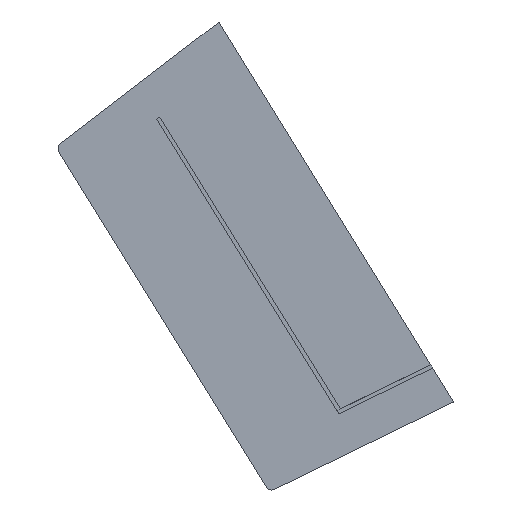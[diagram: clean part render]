
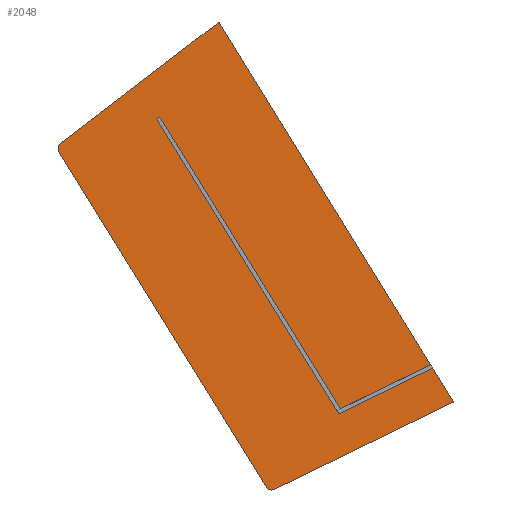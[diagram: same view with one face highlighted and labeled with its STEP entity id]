
A CAD part, front view. The second image highlights one B-rep face of the part: STEP entity #2048.
In plain terms, the highlighted planar face has unit normal (0.008, -1, -0.013).
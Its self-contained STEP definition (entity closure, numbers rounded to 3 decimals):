
#2048 = ADVANCED_FACE('',(#2049),#2064,.T.);
#2049 = FACE_BOUND('',#2050,.T.);
#2050 = EDGE_LOOP('',(#2051,#2093,#2119,#2145,#2171,#2206));
#2051 = ORIENTED_EDGE('',*,*,#2052,.T.);
#2052 = EDGE_CURVE('',#2053,#2055,#2057,.T.);
#2053 = VERTEX_POINT('',#2054);
#2054 = CARTESIAN_POINT('',(11768.996,72.657,
    2543.62));
#2055 = VERTEX_POINT('',#2056);
#2056 = CARTESIAN_POINT('',(11801.203,73.037,
    2534.284));
#2057 = SURFACE_CURVE('',#2058,(#2063,#2075),.PCURVE_S1.);
#2058 = ELLIPSE('',#2059,25.003,25.);
#2059 = AXIS2_PLACEMENT_3D('',#2060,#2061,#2062);
#2060 = CARTESIAN_POINT('',(11790.262,72.657,
    2556.763));
#2061 = DIRECTION('',(0.008,-1.,
    -0.013));
#2062 = DIRECTION('',(0.526,0.015,-0.851)
  );
#2063 = PCURVE('',#2064,#2069);
#2064 = PLANE('',#2065);
#2065 = AXIS2_PLACEMENT_3D('',#2066,#2067,#2068);
#2066 = CARTESIAN_POINT('',(10074.116,61.077,
    2385.264));
#2067 = DIRECTION('',(0.008,-1.,
    -0.013));
#2068 = DIRECTION('',(0.,0.013,-1.));
#2069 = DEFINITIONAL_REPRESENTATION('',(#2070),#2074);
#2070 = ELLIPSE('',#2071,25.003,25.);
#2071 = AXIS2_PLACEMENT_2D('',#2072,#2073);
#2072 = CARTESIAN_POINT('',(-171.334,1716.201));
#2073 = DIRECTION('',(0.851,0.526));
#2074 = ( GEOMETRIC_REPRESENTATION_CONTEXT(2) 
PARAMETRIC_REPRESENTATION_CONTEXT() REPRESENTATION_CONTEXT('2D SPACE',''
  ) );
#2075 = PCURVE('',#2076,#2081);
#2076 = CYLINDRICAL_SURFACE('',#2077,25.);
#2077 = AXIS2_PLACEMENT_3D('',#2078,#2079,#2080);
#2078 = CARTESIAN_POINT('',(11790.262,-550.,2556.763)
  );
#2079 = DIRECTION('',(-0.,1.,0.));
#2080 = DIRECTION('',(0.438,0.,-0.899));
#2081 = DEFINITIONAL_REPRESENTATION('',(#2082),#2092);
#2082 = B_SPLINE_CURVE_WITH_KNOTS('',8,(#2083,#2084,#2085,#2086,#2087,
    #2088,#2089,#2090,#2091),.UNSPECIFIED.,.F.,.F.,(9,9),(4.712
    ,6.183),.PIECEWISE_BEZIER_KNOTS.);
#2083 = CARTESIAN_POINT('',(1.47,622.657));
#2084 = CARTESIAN_POINT('',(1.286,622.727));
#2085 = CARTESIAN_POINT('',(1.103,622.797));
#2086 = CARTESIAN_POINT('',(0.919,622.864));
#2087 = CARTESIAN_POINT('',(0.735,622.923));
#2088 = CARTESIAN_POINT('',(0.551,622.972));
#2089 = CARTESIAN_POINT('',(0.368,623.009));
#2090 = CARTESIAN_POINT('',(0.184,623.03));
#2091 = CARTESIAN_POINT('',(0.,623.037));
#2092 = ( GEOMETRIC_REPRESENTATION_CONTEXT(2) 
PARAMETRIC_REPRESENTATION_CONTEXT() REPRESENTATION_CONTEXT('2D SPACE',''
  ) );
#2093 = ORIENTED_EDGE('',*,*,#2094,.T.);
#2094 = EDGE_CURVE('',#2055,#2095,#2097,.T.);
#2095 = VERTEX_POINT('',#2096);
#2096 = CARTESIAN_POINT('',(12490.31,74.216,
    2869.67));
#2097 = SURFACE_CURVE('',#2098,(#2102,#2108),.PCURVE_S1.);
#2098 = LINE('',#2099,#2100);
#2099 = CARTESIAN_POINT('',(5804.484,62.779,
    -384.29));
#2100 = VECTOR('',#2101,1.);
#2101 = DIRECTION('',(0.899,0.002,0.438)
  );
#2102 = PCURVE('',#2064,#2103);
#2103 = DEFINITIONAL_REPRESENTATION('',(#2104),#2107);
#2104 = B_SPLINE_CURVE_WITH_KNOTS('',1,(#2105,#2106),.UNSPECIFIED.,.F.,
  .F.,(2,2),(6592.606,7512.273),
  .PIECEWISE_BEZIER_KNOTS.);
#2105 = CARTESIAN_POINT('',(-115.318,1658.229));
#2106 = CARTESIAN_POINT('',(-517.728,2485.185));
#2107 = ( GEOMETRIC_REPRESENTATION_CONTEXT(2) 
PARAMETRIC_REPRESENTATION_CONTEXT() REPRESENTATION_CONTEXT('2D SPACE',''
  ) );
#2108 = PCURVE('',#2109,#2114);
#2109 = PLANE('',#2110);
#2110 = AXIS2_PLACEMENT_3D('',#2111,#2112,#2113);
#2111 = CARTESIAN_POINT('',(1262.825,0.,-2594.694));
#2112 = DIRECTION('',(0.438,0.,-0.899));
#2113 = DIRECTION('',(0.,-1.,0.));
#2114 = DEFINITIONAL_REPRESENTATION('',(#2115),#2118);
#2115 = B_SPLINE_CURVE_WITH_KNOTS('',1,(#2116,#2117),.UNSPECIFIED.,.F.,
  .F.,(2,2),(6592.606,7512.273),
  .PIECEWISE_BEZIER_KNOTS.);
#2116 = CARTESIAN_POINT('',(-72.919,-11643.592));
#2117 = CARTESIAN_POINT('',(-74.334,-12563.259));
#2118 = ( GEOMETRIC_REPRESENTATION_CONTEXT(2) 
PARAMETRIC_REPRESENTATION_CONTEXT() REPRESENTATION_CONTEXT('2D SPACE',''
  ) );
#2119 = ORIENTED_EDGE('',*,*,#2120,.T.);
#2120 = EDGE_CURVE('',#2095,#2121,#2123,.T.);
#2121 = VERTEX_POINT('',#2122);
#2122 = CARTESIAN_POINT('',(11588.562,47.956,
    4328.712));
#2123 = SURFACE_CURVE('',#2124,(#2128,#2134),.PCURVE_S1.);
#2124 = LINE('',#2125,#2126);
#2125 = CARTESIAN_POINT('',(10319.4,10.996,
    6382.239));
#2126 = VECTOR('',#2127,1.);
#2127 = DIRECTION('',(-0.526,-0.015,0.851
    ));
#2128 = PCURVE('',#2064,#2129);
#2129 = DEFINITIONAL_REPRESENTATION('',(#2130),#2133);
#2130 = B_SPLINE_CURVE_WITH_KNOTS('',1,(#2131,#2132),.UNSPECIFIED.,.F.,
  .F.,(2,2),(-4301.31,-2242.814),
  .PIECEWISE_BEZIER_KNOTS.);
#2131 = CARTESIAN_POINT('',(-338.268,2506.449));
#2132 = CARTESIAN_POINT('',(-2089.381,1424.317));
#2133 = ( GEOMETRIC_REPRESENTATION_CONTEXT(2) 
PARAMETRIC_REPRESENTATION_CONTEXT() REPRESENTATION_CONTEXT('2D SPACE',''
  ) );
#2134 = PCURVE('',#2135,#2140);
#2135 = PLANE('',#2136);
#2136 = AXIS2_PLACEMENT_3D('',#2137,#2138,#2139);
#2137 = CARTESIAN_POINT('',(8599.734,-45.194,
    9164.687));
#2138 = DIRECTION('',(0.851,0.,0.526));
#2139 = DIRECTION('',(0.,-1.,0.));
#2140 = DEFINITIONAL_REPRESENTATION('',(#2141),#2144);
#2141 = B_SPLINE_CURVE_WITH_KNOTS('',1,(#2142,#2143),.UNSPECIFIED.,.F.,
  .F.,(2,2),(-4301.31,-2242.814),
  .PIECEWISE_BEZIER_KNOTS.);
#2142 = CARTESIAN_POINT('',(-122.036,7571.779));
#2143 = CARTESIAN_POINT('',(-90.524,5513.524));
#2144 = ( GEOMETRIC_REPRESENTATION_CONTEXT(2) 
PARAMETRIC_REPRESENTATION_CONTEXT() REPRESENTATION_CONTEXT('2D SPACE',''
  ) );
#2145 = ORIENTED_EDGE('',*,*,#2146,.F.);
#2146 = EDGE_CURVE('',#2147,#2121,#2149,.T.);
#2147 = VERTEX_POINT('',#2148);
#2148 = CARTESIAN_POINT('',(10980.411,49.135,
    3862.339));
#2149 = SURFACE_CURVE('',#2150,(#2154,#2160),.PCURVE_S1.);
#2150 = LINE('',#2151,#2152);
#2151 = CARTESIAN_POINT('',(5948.822,58.887,
    3.763));
#2152 = VECTOR('',#2153,1.);
#2153 = DIRECTION('',(0.794,-0.002,0.609)
  );
#2154 = PCURVE('',#2064,#2155);
#2155 = DEFINITIONAL_REPRESENTATION('',(#2156),#2159);
#2156 = B_SPLINE_CURVE_WITH_KNOTS('',1,(#2157,#2158),.UNSPECIFIED.,.F.,
  .F.,(2,2),(6264.15,7183.817),
  .PIECEWISE_BEZIER_KNOTS.);
#2157 = CARTESIAN_POINT('',(-1430.471,845.507));
#2158 = CARTESIAN_POINT('',(-1990.09,1575.312));
#2159 = ( GEOMETRIC_REPRESENTATION_CONTEXT(2) 
PARAMETRIC_REPRESENTATION_CONTEXT() REPRESENTATION_CONTEXT('2D SPACE',''
  ) );
#2160 = PCURVE('',#2161,#2166);
#2161 = PLANE('',#2162);
#2162 = AXIS2_PLACEMENT_3D('',#2163,#2164,#2165);
#2163 = CARTESIAN_POINT('',(2201.108,0.,-2870.248));
#2164 = DIRECTION('',(0.609,0.,-0.794));
#2165 = DIRECTION('',(0.,-1.,0.));
#2166 = DEFINITIONAL_REPRESENTATION('',(#2167),#2170);
#2167 = B_SPLINE_CURVE_WITH_KNOTS('',1,(#2168,#2169),.UNSPECIFIED.,.F.,
  .F.,(2,2),(6264.15,7183.817),
  .PIECEWISE_BEZIER_KNOTS.);
#2168 = CARTESIAN_POINT('',(-49.252,-10986.99));
#2169 = CARTESIAN_POINT('',(-47.838,-11906.657));
#2170 = ( GEOMETRIC_REPRESENTATION_CONTEXT(2) 
PARAMETRIC_REPRESENTATION_CONTEXT() REPRESENTATION_CONTEXT('2D SPACE',''
  ) );
#2171 = ORIENTED_EDGE('',*,*,#2172,.T.);
#2172 = EDGE_CURVE('',#2147,#2173,#2175,.T.);
#2173 = VERTEX_POINT('',#2174);
#2174 = CARTESIAN_POINT('',(10974.358,49.515,
    3829.358));
#2175 = SURFACE_CURVE('',#2176,(#2181,#2188),.PCURVE_S1.);
#2176 = ELLIPSE('',#2177,25.003,25.);
#2177 = AXIS2_PLACEMENT_3D('',#2178,#2179,#2180);
#2178 = CARTESIAN_POINT('',(10995.624,49.515,
    3842.501));
#2179 = DIRECTION('',(0.008,-1.,
    -0.013));
#2180 = DIRECTION('',(0.526,0.015,-0.851)
  );
#2181 = PCURVE('',#2064,#2182);
#2182 = DEFINITIONAL_REPRESENTATION('',(#2183),#2187);
#2183 = ELLIPSE('',#2184,25.003,25.);
#2184 = AXIS2_PLACEMENT_2D('',#2185,#2186);
#2185 = CARTESIAN_POINT('',(-1457.264,921.538));
#2186 = DIRECTION('',(0.851,0.526));
#2187 = ( GEOMETRIC_REPRESENTATION_CONTEXT(2) 
PARAMETRIC_REPRESENTATION_CONTEXT() REPRESENTATION_CONTEXT('2D SPACE',''
  ) );
#2188 = PCURVE('',#2189,#2194);
#2189 = CYLINDRICAL_SURFACE('',#2190,25.);
#2190 = AXIS2_PLACEMENT_3D('',#2191,#2192,#2193);
#2191 = CARTESIAN_POINT('',(10995.624,-550.,3842.501)
  );
#2192 = DIRECTION('',(-0.,1.,0.));
#2193 = DIRECTION('',(-0.609,-0.,0.794));
#2194 = DEFINITIONAL_REPRESENTATION('',(#2195),#2205);
#2195 = B_SPLINE_CURVE_WITH_KNOTS('',8,(#2196,#2197,#2198,#2199,#2200,
    #2201,#2202,#2203,#2204),.UNSPECIFIED.,.F.,.F.,(9,9),(3.242
    ,4.712),.PIECEWISE_BEZIER_KNOTS.);
#2196 = CARTESIAN_POINT('',(0.,599.135));
#2197 = CARTESIAN_POINT('',(-0.184,599.142));
#2198 = CARTESIAN_POINT('',(-0.368,599.163));
#2199 = CARTESIAN_POINT('',(-0.551,599.199));
#2200 = CARTESIAN_POINT('',(-0.735,599.248));
#2201 = CARTESIAN_POINT('',(-0.919,599.308));
#2202 = CARTESIAN_POINT('',(-1.103,599.375));
#2203 = CARTESIAN_POINT('',(-1.286,599.445));
#2204 = CARTESIAN_POINT('',(-1.47,599.515));
#2205 = ( GEOMETRIC_REPRESENTATION_CONTEXT(2) 
PARAMETRIC_REPRESENTATION_CONTEXT() REPRESENTATION_CONTEXT('2D SPACE',''
  ) );
#2206 = ORIENTED_EDGE('',*,*,#2207,.F.);
#2207 = EDGE_CURVE('',#2053,#2173,#2208,.T.);
#2208 = SURFACE_CURVE('',#2209,(#2213,#2219),.PCURVE_S1.);
#2209 = LINE('',#2210,#2211);
#2210 = CARTESIAN_POINT('',(10512.444,36.064,
    4576.742));
#2211 = VECTOR('',#2212,1.);
#2212 = DIRECTION('',(-0.526,-0.015,0.851
    ));
#2213 = PCURVE('',#2064,#2214);
#2214 = DEFINITIONAL_REPRESENTATION('',(#2215),#2218);
#2215 = B_SPLINE_CURVE_WITH_KNOTS('',1,(#2216,#2217),.UNSPECIFIED.,.F.,
  .F.,(2,2),(-2541.531,-727.543),
  .PIECEWISE_BEZIER_KNOTS.);
#2216 = CARTESIAN_POINT('',(-29.599,1774.401));
#2217 = CARTESIAN_POINT('',(-1572.715,820.804));
#2218 = ( GEOMETRIC_REPRESENTATION_CONTEXT(2) 
PARAMETRIC_REPRESENTATION_CONTEXT() REPRESENTATION_CONTEXT('2D SPACE',''
  ) );
#2219 = PCURVE('',#2220,#2225);
#2220 = PLANE('',#2221);
#2221 = AXIS2_PLACEMENT_3D('',#2222,#2223,#2224);
#2222 = CARTESIAN_POINT('',(9653.623,0.,5966.33));
#2223 = DIRECTION('',(0.851,0.,0.526));
#2224 = DIRECTION('',(0.,-1.,0.));
#2225 = DEFINITIONAL_REPRESENTATION('',(#2226),#2229);
#2226 = B_SPLINE_CURVE_WITH_KNOTS('',1,(#2227,#2228),.UNSPECIFIED.,.F.,
  .F.,(2,2),(-2541.531,-727.543),
  .PIECEWISE_BEZIER_KNOTS.);
#2227 = CARTESIAN_POINT('',(-74.971,4174.796));
#2228 = CARTESIAN_POINT('',(-47.201,2361.021));
#2229 = ( GEOMETRIC_REPRESENTATION_CONTEXT(2) 
PARAMETRIC_REPRESENTATION_CONTEXT() REPRESENTATION_CONTEXT('2D SPACE',''
  ) );
